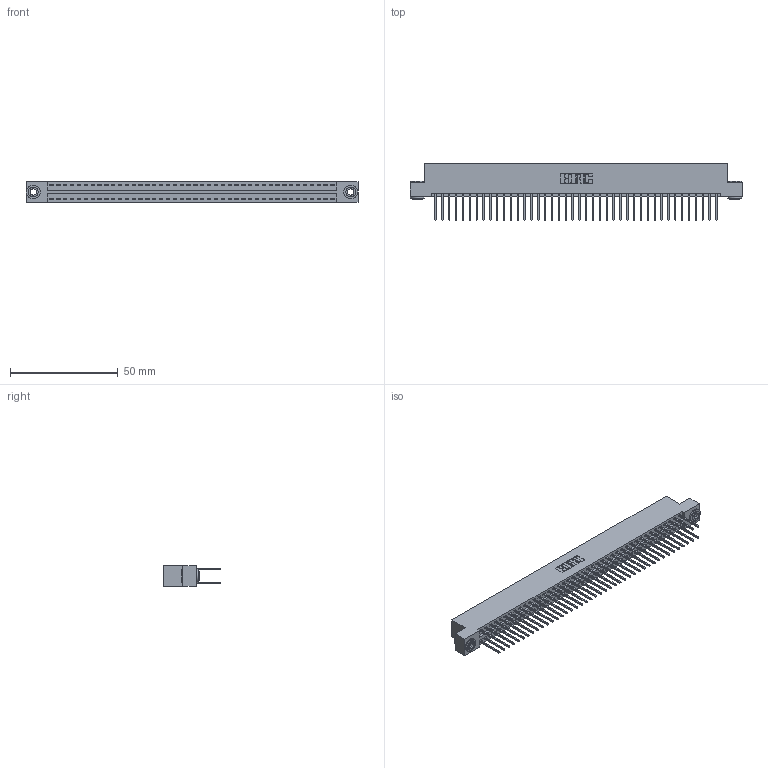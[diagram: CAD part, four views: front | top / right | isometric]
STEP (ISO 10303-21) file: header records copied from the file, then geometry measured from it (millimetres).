
FILE_DESCRIPTION (( 'STEP AP203' ), '1' );
FILE_NAME ('346-084-522-203.STEP', '2022-05-25T19:39:07', ( '' ), ( '' ), 'SwSTEP 2.0', 'SolidWorks 2020', '' );
FILE_SCHEMA (( 'CONFIG_CONTROL_DESIGN' ));
Length unit declared in the file: inch
Products named in the file (4): 345-292-001_345-293-122; 346-084-522-203; 346 Part_Flush Mounting Lugs - 0.156 Dia-TH; 345-250-002_345-250-002-102
Assembly tree (87 placements, depth 2):
  346-084-522-203
    346 Part_Flush Mounting Lugs - 0.156 Dia-TH
    345-292-001_345-293-122  x84
    345-250-002_345-250-002-102  x2
Bounding box: 153.92 x 26.42 x 9.4 mm (x, y, z)
Volume: 15226 mm3; surface area: 22175.7 mm2
Topology: 87 solids, 87 shells, 4542 faces, 13461 edges, 8858 vertices
Faces by surface type: plane 3040, cylinder 1494, cone 8
Entity records: 28494 total; most frequent: CARTESIAN_POINT 4677, ORIENTED_EDGE 4602, DIRECTION 4203, EDGE_CURVE 2301, VECTOR 1977, LINE 1977, VERTEX_POINT 1530, AXIS2_PLACEMENT_3D 1113
